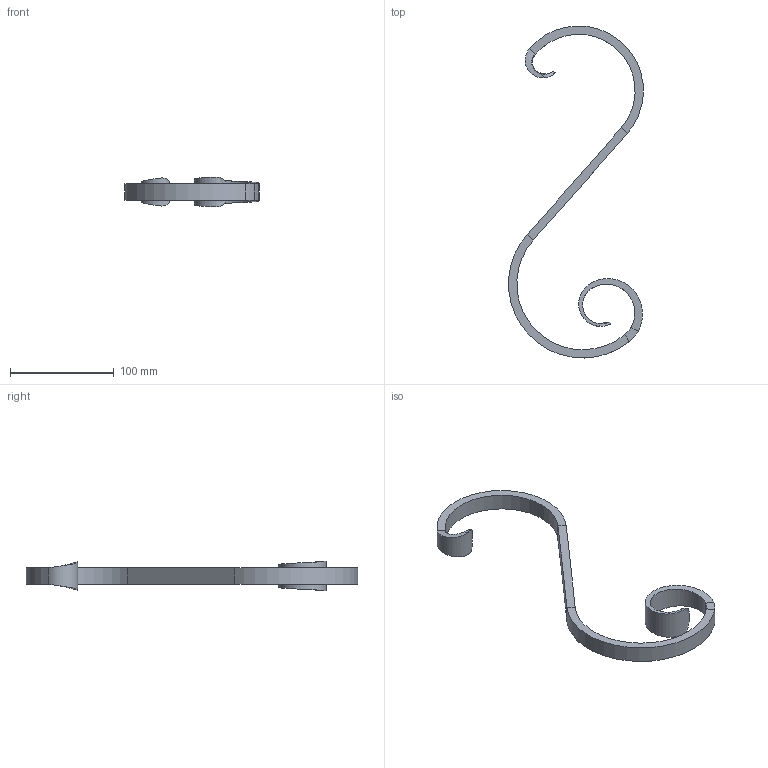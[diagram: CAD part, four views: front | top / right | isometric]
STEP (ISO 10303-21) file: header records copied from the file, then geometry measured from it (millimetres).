
FILE_DESCRIPTION (( 'STEP AP203' ), '1' );
FILE_NAME ('3088.step', '2022-10-07T10:11:21', ( '' ), ( '' ), 'SwSTEP 2.0', 'SolidWorks 2018', '' );
FILE_SCHEMA (( 'CONFIG_CONTROL_DESIGN' ));
Length unit declared in the file: millimetre
Products named in the file (1): 3088
Bounding box: 129.76 x 319.94 x 28.9 mm (x, y, z)
Volume: 88306.7 mm3; surface area: 35941.7 mm2
Topology: 1 solids, 1 shells, 255 faces, 676 edges, 444 vertices
Faces by surface type: bspline 158, plane 89, cylinder 8
Entity records: 13613 total; most frequent: CARTESIAN_POINT 8528, ORIENTED_EDGE 1352, EDGE_CURVE 676, DIRECTION 456, VERTEX_POINT 444, B_SPLINE_CURVE_WITH_KNOTS 432, EDGE_LOOP 276, FACE_OUTER_BOUND 255
